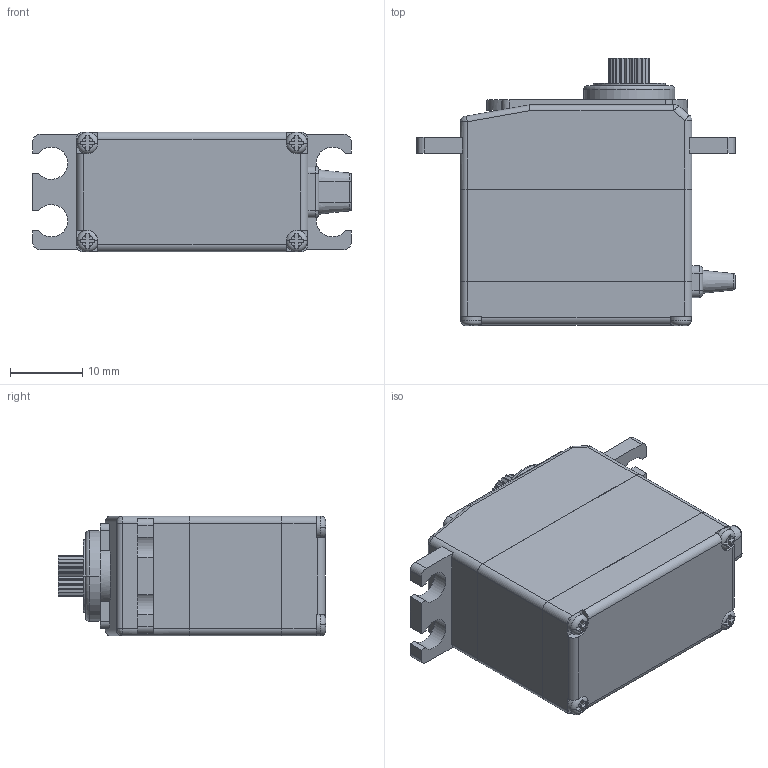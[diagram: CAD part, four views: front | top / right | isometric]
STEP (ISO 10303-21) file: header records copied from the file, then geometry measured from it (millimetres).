
FILE_DESCRIPTION((''),'2;1');
FILE_NAME('HS-5245MG_ASM','2017-08-30T',('servo-csw'),(''),'CREO PARAMETRIC BY PTC INC, 2014440','CREO PARAMETRIC BY PTC INC, 2014440','');
FILE_SCHEMA(('CONFIG_CONTROL_DESIGN'));
Length unit declared in the file: millimetre
Products named in the file (2): _HS-5245MG; HS-5245MG_ASM
Assembly tree (1 placements, depth 2):
  HS-5245MG_ASM
    _HS-5245MG
Bounding box: 44.2 x 37.14 x 16.6 mm (x, y, z)
Volume: 16832 mm3; surface area: 7218.1 mm2
Topology: 2 solids, 2 shells, 357 faces, 987 edges, 642 vertices
Faces by surface type: plane 221, cylinder 108, torus 12, bspline 8, cone 4, sphere 4
Entity records: 13651 total; most frequent: CARTESIAN_POINT 2898, ORIENTED_EDGE 1974, DIRECTION 1877, EDGE_CURVE 987, VERTEX_POINT 642, VECTOR 635, LINE 635, AXIS2_PLACEMENT_3D 621
